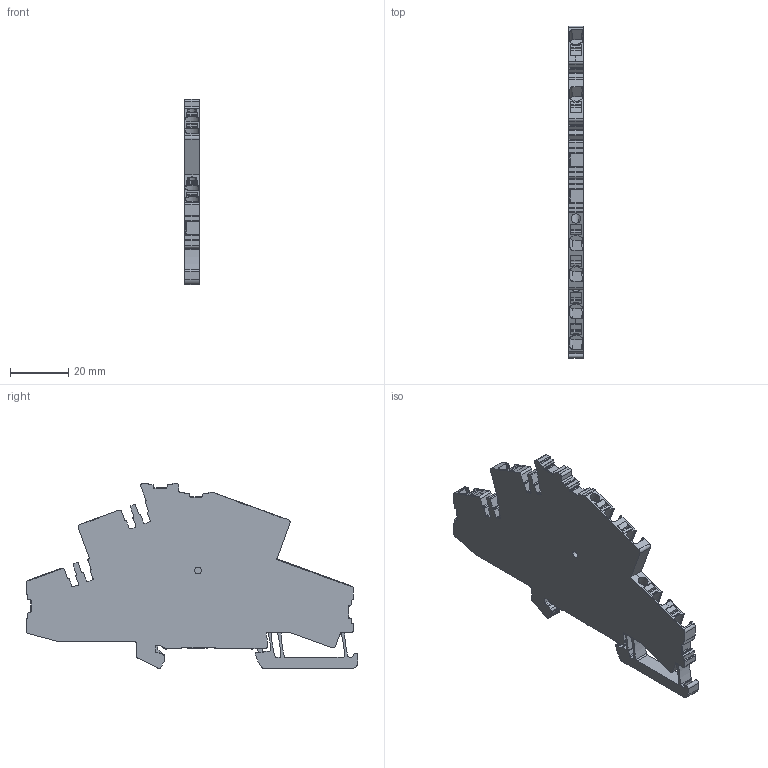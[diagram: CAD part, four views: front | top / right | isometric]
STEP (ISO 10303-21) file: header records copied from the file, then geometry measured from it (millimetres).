
FILE_DESCRIPTION(('CATIA V5R24 STEP','CAx-IF Rec.Pracs.--- Model Styling and Organization---1.2---2011-12-15'),'2;1');
FILE_NAME ('D1463088_0', '2018-02-06T13:15:37+00:00', ('Weidmueller Interface'), ('Weidmueller'), 'CATIA Version 5-6 Release 2014 SP4 HF52', 'CATIA V5 STEP AP214', 'none');
FILE_SCHEMA(('AUTOMOTIVE_DESIGN { 1 0 10303 214 1 1 1 1 }'));
Length unit declared in the file: millimetre
Products named in the file (1): v5-standard_part
Bounding box: 5.1 x 114.17 x 63.75 mm (x, y, z)
Volume: 20952.7 mm3; surface area: 16312.7 mm2
Topology: 15 solids, 15 shells, 994 faces, 2843 edges, 1887 vertices
Faces by surface type: plane 557, cylinder 405, torus 15, extrusion 15, bspline 2
Entity records: 31155 total; most frequent: CARTESIAN_POINT 6233, ORIENTED_EDGE 5682, DIRECTION 4262, EDGE_CURVE 2841, VECTOR 1932, LINE 1917, VERTEX_POINT 1887, AXIS2_PLACEMENT_3D 1566
